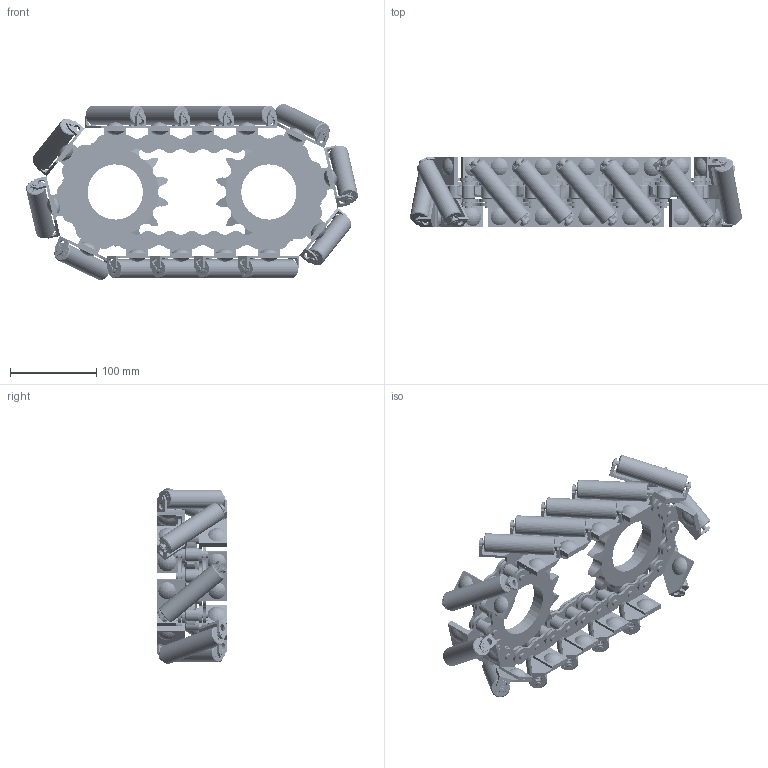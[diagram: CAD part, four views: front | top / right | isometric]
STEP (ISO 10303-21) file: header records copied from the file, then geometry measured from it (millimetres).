
FILE_DESCRIPTION(('STEP AP214'),'1');
FILE_NAME('Vector Rollerchain 80 Assembly_C3 (GrabCAD Nesher Amir).stp','2013-02-04T00:43:17',(' '),(' '),'Spatial InterOp 3D',' ',' ');
FILE_SCHEMA(('automotive_design'));
Length unit declared in the file: millimetre
Products named in the file (22): Rollerchain 80 Outer Link Assembly_C1; Outer Link Pin; Outer Link; Vector Rollerchain 80 Assembly_C3 (GrabCAD Nesher Amir); sprockets_single_strand_14_x_25_4; Inner Link Assembly (16b-1_b-2k1); 16b-1_b-2k1; Link Bushing; Link Roller; Vector Link Assembly_C1; Roller; Bracker_C1; Roller Pin_C1; rivet_gb_t_1011_8x14_6; bearing_605-zz_1; Case; Core; Ball Pattern; Ball; Balls; Seal A; Seal B
Assembly tree (63 placements, depth 6):
  Vector Rollerchain 80 Assembly_C3 (GrabCAD Nesher Amir)
    Rollerchain 80 Outer Link Assembly_C1  x14
      Outer Link Pin
      Outer Link
    sprockets_single_strand_14_x_25_4  x2
    Vector Link Assembly_C1  x14
      Inner Link Assembly (16b-1_b-2k1)
        16b-1_b-2k1  x2
        Link Bushing  x2
        Link Roller  x2
      Roller
      Bracker_C1
      Roller Pin_C1
      rivet_gb_t_1011_8x14_6
      bearing_605-zz_1
        Case
        Core
        Balls
          Ball Pattern
            Ball  x8
        Seal A
        Seal B
Bounding box: 384.71 x 81.41 x 204.13 mm (x, y, z)
Volume: 942319.9 mm3; surface area: 644257.6 mm2
Topology: 562 solids, 562 shells, 6588 faces, 16420 edges, 10312 vertices
Faces by surface type: cylinder 2104, torus 1904, plane 1404, cone 616, sphere 560
Entity records: 12752 total; most frequent: CARTESIAN_POINT 2643, DIRECTION 1683, ORIENTED_EDGE 1412, AXIS2_PLACEMENT_3D 740, EDGE_CURVE 706, VERTEX_POINT 468, CIRCLE 386, EDGE_LOOP 324
